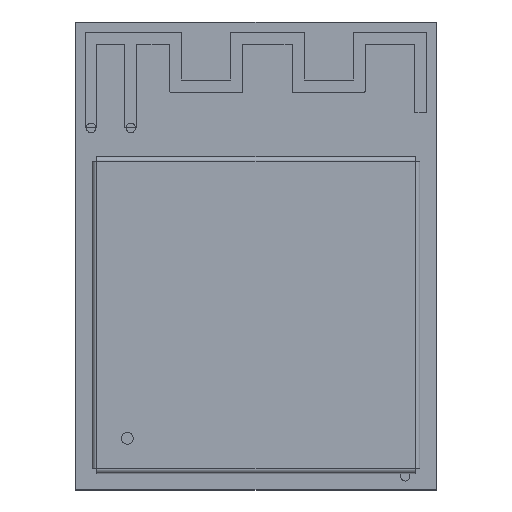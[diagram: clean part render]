
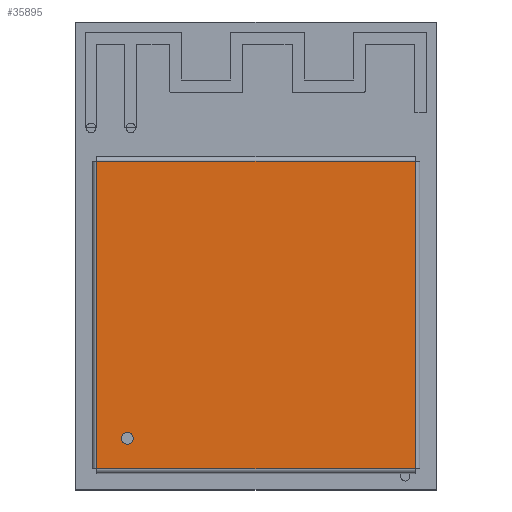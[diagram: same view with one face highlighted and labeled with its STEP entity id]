
A CAD part, top view. The second image highlights one B-rep face of the part: STEP entity #35895.
In plain terms, the highlighted face is planar.
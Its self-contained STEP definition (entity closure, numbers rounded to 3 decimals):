
#820 = EDGE_CURVE ( 'NONE', #24197, #27413, #3825, .T. ) ;
#1191 = VECTOR ( 'NONE', #45228, 1000. ) ;
#3750 = CARTESIAN_POINT ( 'NONE',  ( 13.35, 1.6, -0.2 ) ) ;
#3825 = CIRCLE ( 'NONE', #58699, 0.25 ) ;
#5503 = AXIS2_PLACEMENT_3D ( 'NONE', #37781, #61620, #8050 ) ;
#8050 = DIRECTION ( 'NONE',  ( 0., 0., -1. ) ) ;
#8604 = EDGE_CURVE ( 'NONE', #47984, #35796, #16957, .T. ) ;
#10567 = CARTESIAN_POINT ( 'NONE',  ( 0.2, 1.6, -13.8 ) ) ;
#12077 = CIRCLE ( 'NONE', #55777, 0.25 ) ;
#12695 = VECTOR ( 'NONE', #47216, 1000. ) ;
#13921 = PLANE ( 'NONE',  #5503 ) ;
#16957 = LINE ( 'NONE', #40817, #68571 ) ;
#17022 = ORIENTED_EDGE ( 'NONE', *, *, #820, .F. ) ;
#18699 = CARTESIAN_POINT ( 'NONE',  ( 1.5, 1.6, -12.5 ) ) ;
#21118 = DIRECTION ( 'NONE',  ( 1., 0., 0. ) ) ;
#21375 = CARTESIAN_POINT ( 'NONE',  ( 0., 1.6, -13.8 ) ) ;
#22623 = CARTESIAN_POINT ( 'NONE',  ( 0.2, 1.6, -0.2 ) ) ;
#23339 = CARTESIAN_POINT ( 'NONE',  ( 0.2, 1.6, 0. ) ) ;
#24197 = VERTEX_POINT ( 'NONE', #69946 ) ;
#25031 = VECTOR ( 'NONE', #21118, 1000. ) ;
#26712 = CARTESIAN_POINT ( 'NONE',  ( 1.5, 1.6, -12.5 ) ) ;
#27413 = VERTEX_POINT ( 'NONE', #44708 ) ;
#35796 = VERTEX_POINT ( 'NONE', #54595 ) ;
#35895 = ADVANCED_FACE ( 'NONE', ( #43637, #67479 ), #13921, .F. ) ;
#37781 = CARTESIAN_POINT ( 'NONE',  ( 0., 1.6, 0. ) ) ;
#40817 = CARTESIAN_POINT ( 'NONE',  ( 13.35, 1.6, 0. ) ) ;
#42569 = DIRECTION ( 'NONE',  ( 0., 1., 0. ) ) ;
#43637 = FACE_OUTER_BOUND ( 'NONE', #64686, .T. ) ;
#44708 = CARTESIAN_POINT ( 'NONE',  ( 1.5, 1.6, -12.75 ) ) ;
#45228 = DIRECTION ( 'NONE',  ( -1., 0., 0. ) ) ;
#45910 = VERTEX_POINT ( 'NONE', #22623 ) ;
#46962 = EDGE_CURVE ( 'NONE', #45910, #47984, #50798, .T. ) ;
#47216 = DIRECTION ( 'NONE',  ( 0., 0., 1. ) ) ;
#47984 = VERTEX_POINT ( 'NONE', #3750 ) ;
#49777 = VERTEX_POINT ( 'NONE', #10567 ) ;
#50389 = EDGE_CURVE ( 'NONE', #49777, #45910, #76860, .T. ) ;
#50528 = DIRECTION ( 'NONE',  ( 0., 1., 0. ) ) ;
#50798 = LINE ( 'NONE', #74623, #25031 ) ;
#52786 = ORIENTED_EDGE ( 'NONE', *, *, #50389, .T. ) ;
#54595 = CARTESIAN_POINT ( 'NONE',  ( 13.35, 1.6, -13.8 ) ) ;
#55777 = AXIS2_PLACEMENT_3D ( 'NONE', #18699, #42569, #66409 ) ;
#57932 = ORIENTED_EDGE ( 'NONE', *, *, #8604, .T. ) ;
#58699 = AXIS2_PLACEMENT_3D ( 'NONE', #26712, #50528, #74352 ) ;
#59669 = ORIENTED_EDGE ( 'NONE', *, *, #46962, .T. ) ;
#61620 = DIRECTION ( 'NONE',  ( 0., -1., 0. ) ) ;
#64676 = DIRECTION ( 'NONE',  ( 0., 0., -1. ) ) ;
#64686 = EDGE_LOOP ( 'NONE', ( #57932, #65242, #52786, #59669 ) ) ;
#65242 = ORIENTED_EDGE ( 'NONE', *, *, #74381, .T. ) ;
#66409 = DIRECTION ( 'NONE',  ( 0., 0., 1. ) ) ;
#66894 = ORIENTED_EDGE ( 'NONE', *, *, #70509, .F. ) ;
#67479 = FACE_BOUND ( 'NONE', #74073, .T. ) ;
#68571 = VECTOR ( 'NONE', #64676, 1000. ) ;
#69946 = CARTESIAN_POINT ( 'NONE',  ( 1.5, 1.6, -12.25 ) ) ;
#70509 = EDGE_CURVE ( 'NONE', #27413, #24197, #12077, .T. ) ;
#74073 = EDGE_LOOP ( 'NONE', ( #17022, #66894 ) ) ;
#74352 = DIRECTION ( 'NONE',  ( 0., 0., 1. ) ) ;
#74381 = EDGE_CURVE ( 'NONE', #35796, #49777, #74891, .T. ) ;
#74623 = CARTESIAN_POINT ( 'NONE',  ( 0., 1.6, -0.2 ) ) ;
#74891 = LINE ( 'NONE', #21375, #1191 ) ;
#76860 = LINE ( 'NONE', #23339, #12695 ) ;
